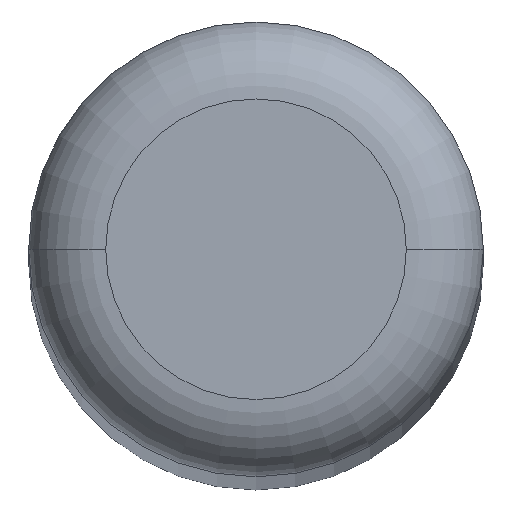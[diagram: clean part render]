
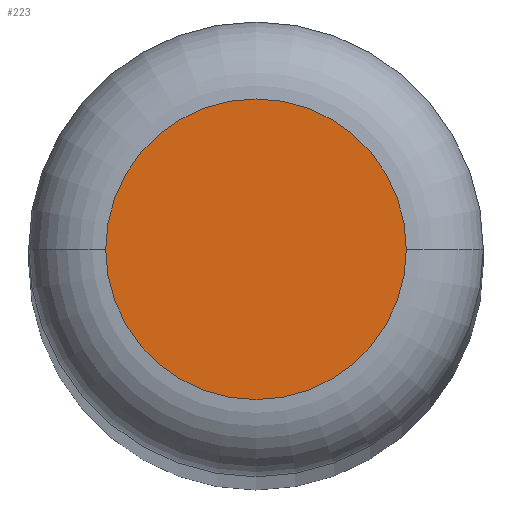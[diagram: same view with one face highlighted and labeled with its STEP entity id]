
A CAD part, top view. The second image highlights one B-rep face of the part: STEP entity #223.
In plain terms, the highlighted planar face has unit normal (0, 0, 1).
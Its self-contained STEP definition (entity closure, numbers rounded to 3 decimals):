
#4 = CARTESIAN_POINT ( 'NONE',  ( -1.95, 0., 100. ) ) ;
#10 = CARTESIAN_POINT ( 'NONE',  ( 1.95, 0., 100. ) ) ;
#17 = AXIS2_PLACEMENT_3D ( 'NONE', #108, #68, #185 ) ;
#23 = PLANE ( 'NONE',  #76 ) ;
#31 = FACE_OUTER_BOUND ( 'NONE', #161, .T. ) ;
#44 = ORIENTED_EDGE ( 'NONE', *, *, #56, .T. ) ;
#52 = DIRECTION ( 'NONE',  ( 1., 0., 0. ) ) ;
#56 = EDGE_CURVE ( 'NONE', #87, #178, #186, .T. ) ;
#68 = DIRECTION ( 'NONE',  ( 0., 0., 1. ) ) ;
#76 = AXIS2_PLACEMENT_3D ( 'NONE', #89, #164, #52 ) ;
#87 = VERTEX_POINT ( 'NONE', #4 ) ;
#89 = CARTESIAN_POINT ( 'NONE',  ( 0., 0., 100. ) ) ;
#108 = CARTESIAN_POINT ( 'NONE',  ( 0., 0., 100. ) ) ;
#122 = DIRECTION ( 'NONE',  ( 0., 0., 1. ) ) ;
#125 = CARTESIAN_POINT ( 'NONE',  ( 0., 0., 100. ) ) ;
#127 = ORIENTED_EDGE ( 'NONE', *, *, #197, .T. ) ;
#147 = DIRECTION ( 'NONE',  ( 1., 0., 0. ) ) ;
#153 = AXIS2_PLACEMENT_3D ( 'NONE', #125, #122, #147 ) ;
#160 = CIRCLE ( 'NONE', #153, 1.95 ) ;
#161 = EDGE_LOOP ( 'NONE', ( #127, #44 ) ) ;
#164 = DIRECTION ( 'NONE',  ( 0., 0., 1. ) ) ;
#178 = VERTEX_POINT ( 'NONE', #10 ) ;
#185 = DIRECTION ( 'NONE',  ( 1., 0., 0. ) ) ;
#186 = CIRCLE ( 'NONE', #17, 1.95 ) ;
#197 = EDGE_CURVE ( 'NONE', #178, #87, #160, .T. ) ;
#223 = ADVANCED_FACE ( 'NONE', ( #31 ), #23, .T. ) ;
